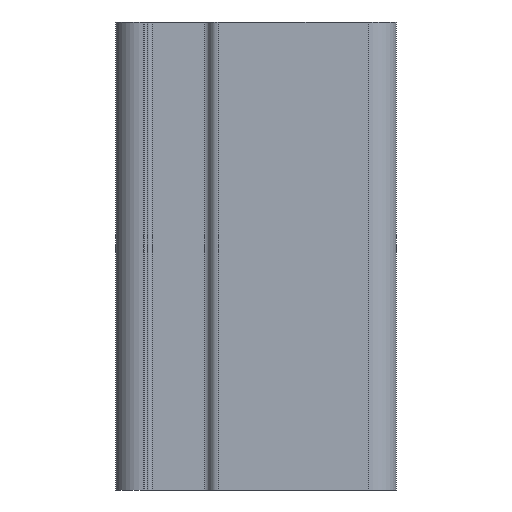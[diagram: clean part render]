
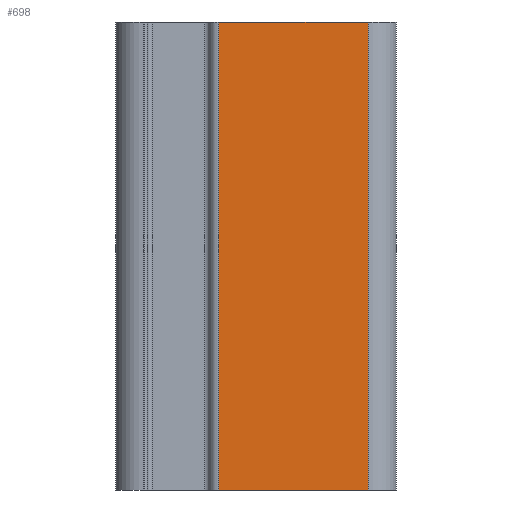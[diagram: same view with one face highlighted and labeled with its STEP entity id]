
A CAD part, left-side view. The second image highlights one B-rep face of the part: STEP entity #698.
In plain terms, the highlighted planar face has unit normal (-1, 0, 0).
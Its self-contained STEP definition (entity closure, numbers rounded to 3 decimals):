
#51 = CARTESIAN_POINT ( 'NONE',  ( -15., -12., -25. ) ) ;
#56 = VECTOR ( 'NONE', #1391, 1000. ) ;
#78 = LINE ( 'NONE', #2396, #2705 ) ;
#121 = CARTESIAN_POINT ( 'NONE',  ( -15., -12., 25. ) ) ;
#312 = EDGE_CURVE ( 'NONE', #2108, #680, #1959, .T. ) ;
#329 = AXIS2_PLACEMENT_3D ( 'NONE', #2553, #1327, #699 ) ;
#493 = CARTESIAN_POINT ( 'NONE',  ( -15., 4., -25. ) ) ;
#501 = VECTOR ( 'NONE', #1928, 1000. ) ;
#680 = VERTEX_POINT ( 'NONE', #493 ) ;
#698 = ADVANCED_FACE ( 'NONE', ( #2590 ), #2366, .F. ) ;
#699 = DIRECTION ( 'NONE',  ( 0., 0., -1. ) ) ;
#729 = ORIENTED_EDGE ( 'NONE', *, *, #1858, .T. ) ;
#785 = CARTESIAN_POINT ( 'NONE',  ( -15., 4., 25. ) ) ;
#945 = DIRECTION ( 'NONE',  ( 0., 0., -1. ) ) ;
#1200 = ORIENTED_EDGE ( 'NONE', *, *, #1978, .F. ) ;
#1239 = CARTESIAN_POINT ( 'NONE',  ( -15., -12., 25. ) ) ;
#1280 = EDGE_CURVE ( 'NONE', #2108, #2362, #2682, .T. ) ;
#1327 = DIRECTION ( 'NONE',  ( 1., 0., 0. ) ) ;
#1346 = DIRECTION ( 'NONE',  ( 0., -1., 0. ) ) ;
#1391 = DIRECTION ( 'NONE',  ( 0., -1., 0. ) ) ;
#1685 = VECTOR ( 'NONE', #945, 1000. ) ;
#1724 = CARTESIAN_POINT ( 'NONE',  ( -15., 4., 25. ) ) ;
#1858 = EDGE_CURVE ( 'NONE', #680, #2138, #78, .T. ) ;
#1928 = DIRECTION ( 'NONE',  ( 0., 0., -1. ) ) ;
#1959 = LINE ( 'NONE', #2359, #501 ) ;
#1963 = EDGE_LOOP ( 'NONE', ( #729, #1200, #2237, #2106 ) ) ;
#1978 = EDGE_CURVE ( 'NONE', #2362, #2138, #2447, .T. ) ;
#2106 = ORIENTED_EDGE ( 'NONE', *, *, #312, .T. ) ;
#2108 = VERTEX_POINT ( 'NONE', #1724 ) ;
#2138 = VERTEX_POINT ( 'NONE', #51 ) ;
#2237 = ORIENTED_EDGE ( 'NONE', *, *, #1280, .F. ) ;
#2359 = CARTESIAN_POINT ( 'NONE',  ( -15., 4., 25. ) ) ;
#2362 = VERTEX_POINT ( 'NONE', #1239 ) ;
#2366 = PLANE ( 'NONE',  #329 ) ;
#2396 = CARTESIAN_POINT ( 'NONE',  ( -15., 4., -25. ) ) ;
#2447 = LINE ( 'NONE', #121, #1685 ) ;
#2553 = CARTESIAN_POINT ( 'NONE',  ( -15., 4., 25. ) ) ;
#2590 = FACE_OUTER_BOUND ( 'NONE', #1963, .T. ) ;
#2682 = LINE ( 'NONE', #785, #56 ) ;
#2705 = VECTOR ( 'NONE', #1346, 1000. ) ;
